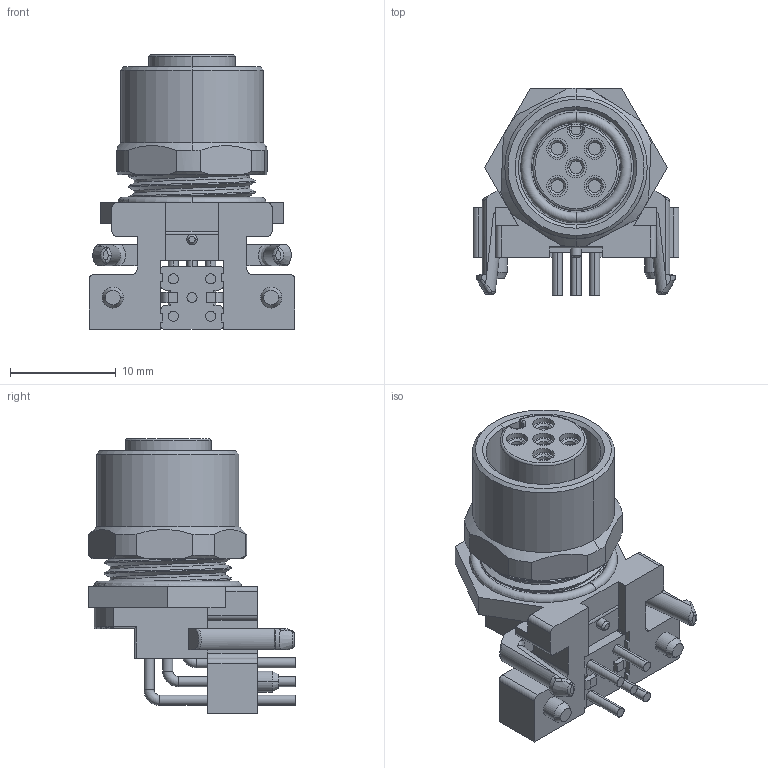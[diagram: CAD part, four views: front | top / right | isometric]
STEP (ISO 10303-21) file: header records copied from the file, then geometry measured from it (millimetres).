
FILE_DESCRIPTION((''),'2;1');
FILE_NAME('C-T4145015051-001','2016-12-21T',('workeradm'),('Tyco Electronics Ltd.'),'CREO PARAMETRIC BY PTC INC, 2016050','CREO PARAMETRIC BY PTC INC, 2016050','');
FILE_SCHEMA(('AUTOMOTIVE_DESIGN { 1 0 10303 214 1 1 1 1 }'));
Length unit declared in the file: millimetre
Products named in the file (1): C-T4145015051-001
Bounding box: 19.5 x 19.6 x 26 mm (x, y, z)
Volume: 3058.4 mm3; surface area: 2887.4 mm2
Topology: 1 solids, 1 shells, 437 faces, 1135 edges, 720 vertices
Faces by surface type: plane 233, cylinder 120, cone 40, torus 21, bspline 19, sphere 4
Entity records: 16411 total; most frequent: CARTESIAN_POINT 5532, ORIENTED_EDGE 2270, DIRECTION 2175, EDGE_CURVE 1135, VECTOR 737, LINE 737, VERTEX_POINT 720, AXIS2_PLACEMENT_3D 719
